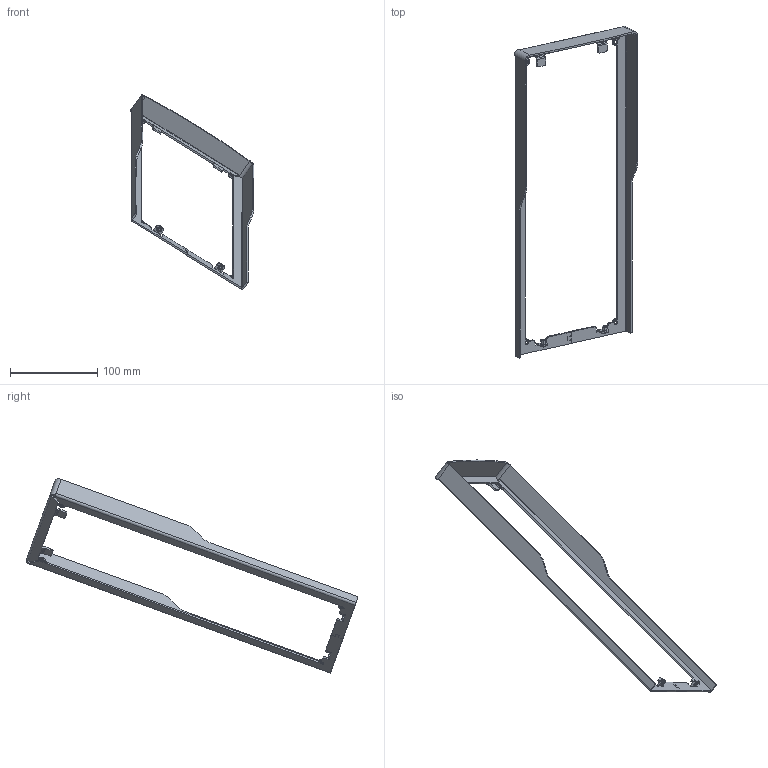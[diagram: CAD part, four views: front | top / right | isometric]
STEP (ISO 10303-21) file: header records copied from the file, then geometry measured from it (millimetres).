
FILE_DESCRIPTION(('CATIA V5 STEP Exchange'),'2;1');
FILE_NAME('VI-RPBOX5.stp','2024-03-21T09:23:11+00:00',('none'),('none'),'CATIA Version 5-6 Release 2016 SP6','CATIA V5 STEP AP203','none');
FILE_SCHEMA(('CONFIG_CONTROL_DESIGN'));
Length unit declared in the file: millimetre
Products named in the file (1): VI-RPBOX5
Assembly tree (2 placements, depth 2):
  VI-RPBOX5
    #57
    #101
Bounding box: 141.71 x 380.49 x 222.74 mm (x, y, z)
Volume: 54960.3 mm3; surface area: 59951.3 mm2
Topology: 3 solids, 3 shells, 232 faces, 650 edges, 426 vertices
Faces by surface type: plane 145, cylinder 87
Entity records: 7083 total; most frequent: ORIENTED_EDGE 1296, CARTESIAN_POINT 1250, DIRECTION 998, EDGE_CURVE 648, VECTOR 470, LINE 470, VERTEX_POINT 422, AXIS2_PLACEMENT_3D 354
